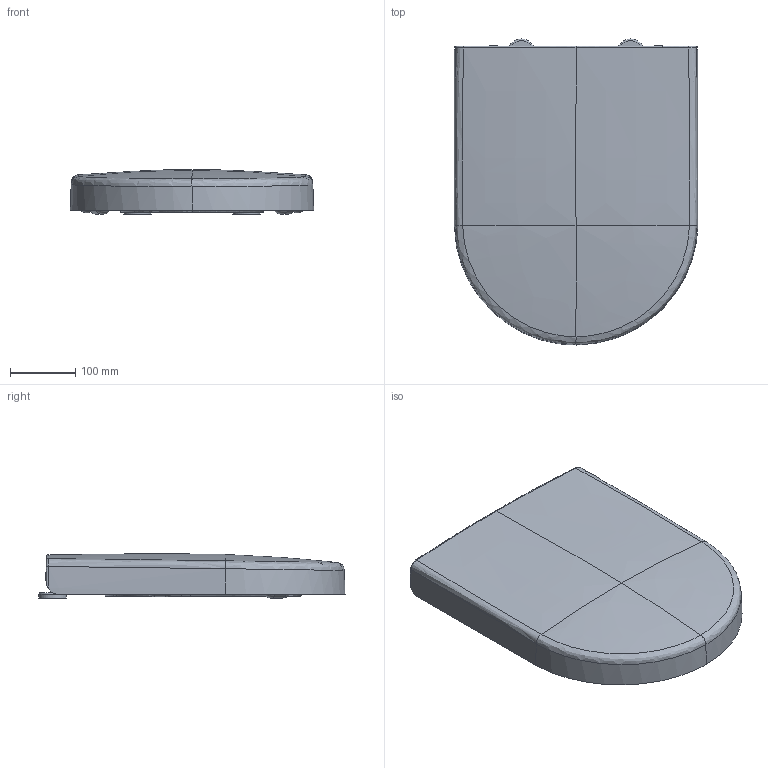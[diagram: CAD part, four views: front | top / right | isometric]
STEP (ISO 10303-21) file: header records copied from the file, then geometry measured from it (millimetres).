
FILE_DESCRIPTION(/* description */ (''),/* implementation_level */ '2;1');
FILE_NAME(/* name */ '9M55S1_9M55S9_9M55Q1_WCS.stp',/* time_stamp */ '2021-10-27T07:56:27+02:00',/* author */ (''),/* organization */ (''),/* preprocessor_version */ 'ST-DEVELOPER v18.1',/* originating_system */ 'SIEMENS PLM Software NX 1973',/* authorisation */ '');
FILE_SCHEMA (('AUTOMOTIVE_DESIGN { 1 0 10303 214 3 1 1 1 }'));
Products named in the file (1): Muel31F80039mel9
Bounding box: 373.93 x 470.09 x 68.88 mm (x, y, z)
Volume: 1973984.3 mm3; surface area: 702429.7 mm2
Topology: 10 solids, 10 shells, 608 faces, 1477 edges, 863 vertices
Faces by surface type: bspline 365, cylinder 98, plane 70, torus 38, cone 18, sphere 14, revolution 4, extrusion 1
Full cylindrical faces by diameter (mm): 8 x2, 8.2 x4, 27.528 x2, 38 x2, 40.4 x2, 42 x2
Entity records: 84255 total; most frequent: CARTESIAN_POINT 73191, ORIENTED_EDGE 2786, DIRECTION 1430, EDGE_CURVE 1393, VERTEX_POINT 838, B_SPLINE_CURVE_WITH_KNOTS 687, EDGE_LOOP 651, AXIS2_PLACEMENT_3D 611
